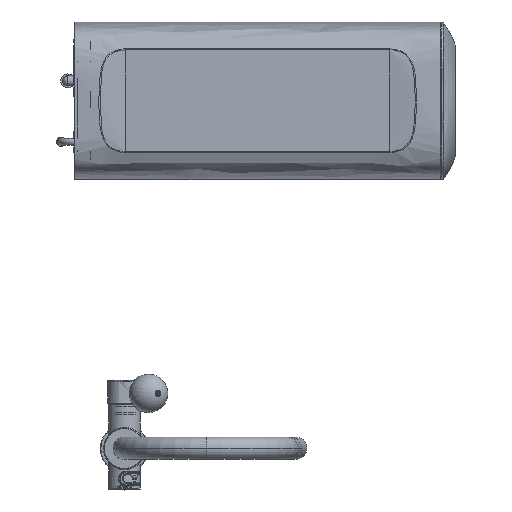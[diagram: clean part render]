
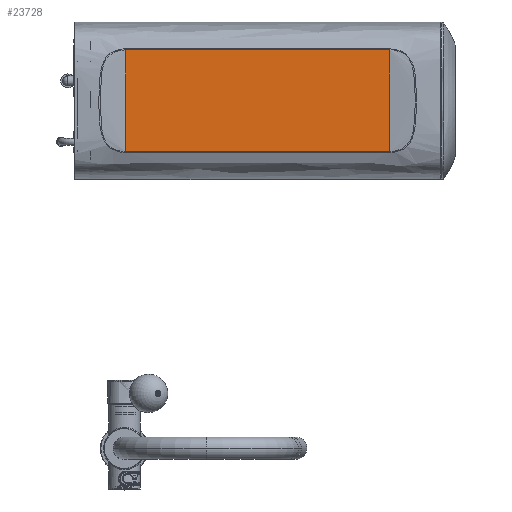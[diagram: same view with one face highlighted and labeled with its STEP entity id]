
A CAD part, top view. The second image highlights one B-rep face of the part: STEP entity #23728.
In plain terms, the highlighted planar face has unit normal (0, 0, 1).
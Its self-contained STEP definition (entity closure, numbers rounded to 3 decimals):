
#885=PLANE('',#25137);
#2618=LINE('',#62786,#4274);
#2620=LINE('',#62795,#4276);
#2622=LINE('',#63107,#4278);
#2623=LINE('',#63109,#4279);
#4274=VECTOR('',#29473,1000.);
#4276=VECTOR('',#29477,1000.);
#4278=VECTOR('',#29481,1000.);
#4279=VECTOR('',#29484,1000.);
#10863=ORIENTED_EDGE('',*,*,#14405,.T.);
#10864=ORIENTED_EDGE('',*,*,#14402,.T.);
#10865=ORIENTED_EDGE('',*,*,#14411,.T.);
#10866=ORIENTED_EDGE('',*,*,#14412,.T.);
#14402=EDGE_CURVE('',#17304,#17303,#2618,.T.);
#14405=EDGE_CURVE('',#17307,#17304,#2620,.T.);
#14411=EDGE_CURVE('',#17303,#17310,#2622,.T.);
#14412=EDGE_CURVE('',#17310,#17307,#2623,.T.);
#17303=VERTEX_POINT('',#62784);
#17304=VERTEX_POINT('',#62785);
#17307=VERTEX_POINT('',#62796);
#17310=VERTEX_POINT('',#63106);
#18918=EDGE_LOOP('',(#10863,#10864,#10865,#10866));
#19930=FACE_BOUND('',#18918,.T.);
#23728=ADVANCED_FACE('',(#19930),#885,.T.);
#25137=AXIS2_PLACEMENT_3D('',#63108,#29482,#29483);
#29473=DIRECTION('',(0.,1.,0.));
#29477=DIRECTION('',(1.,0.,0.));
#29481=DIRECTION('',(-1.,0.,0.));
#29482=DIRECTION('',(0.,0.,1.));
#29483=DIRECTION('',(0.,-1.,0.));
#29484=DIRECTION('',(0.,-1.,0.));
#62784=CARTESIAN_POINT('',(335.969,504.757,143.43));
#62785=CARTESIAN_POINT('',(335.969,376.022,143.43));
#62786=CARTESIAN_POINT('',(335.969,376.022,143.43));
#62795=CARTESIAN_POINT('',(1.493,376.022,143.43));
#62796=CARTESIAN_POINT('',(1.493,376.022,143.43));
#63106=CARTESIAN_POINT('',(1.492,504.757,143.43));
#63107=CARTESIAN_POINT('',(335.969,504.757,143.43));
#63108=CARTESIAN_POINT('',(-31.967,517.642,143.43));
#63109=CARTESIAN_POINT('',(1.492,504.757,143.43));
